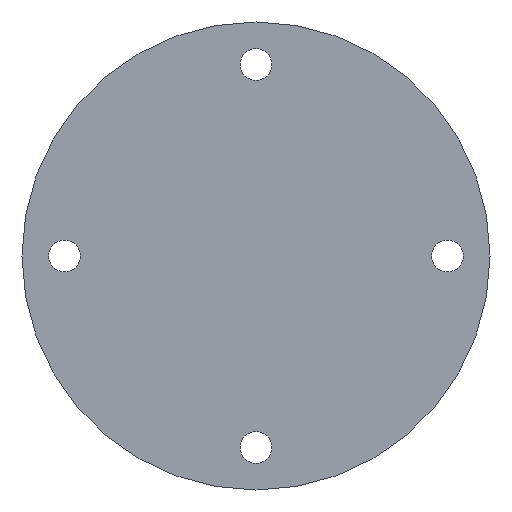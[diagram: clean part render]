
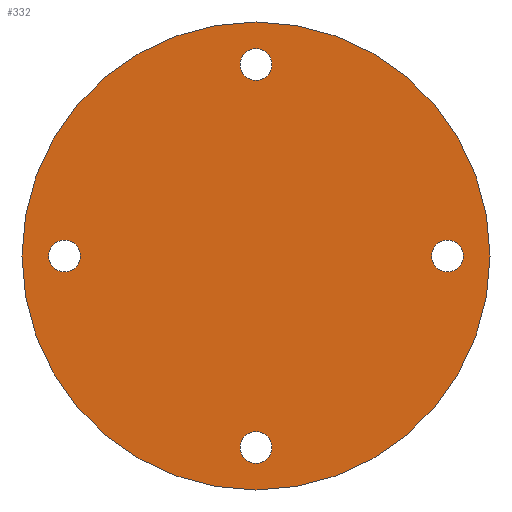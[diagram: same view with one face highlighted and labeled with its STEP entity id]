
A CAD part, front view. The second image highlights one B-rep face of the part: STEP entity #332.
In plain terms, the highlighted planar face has unit normal (0, -1, 0).
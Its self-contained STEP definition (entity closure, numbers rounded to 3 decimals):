
#20=FACE_BOUND('',#87,.T.);
#21=FACE_BOUND('',#88,.T.);
#22=FACE_BOUND('',#89,.T.);
#23=FACE_BOUND('',#90,.T.);
#42=CIRCLE('',#372,7.5);
#43=CIRCLE('',#374,7.5);
#44=CIRCLE('',#376,7.5);
#45=CIRCLE('',#378,7.5);
#46=CIRCLE('',#380,110.);
#47=CIRCLE('',#381,110.);
#53=PLANE('',#382);
#66=FACE_OUTER_BOUND('',#86,.T.);
#86=EDGE_LOOP('',(#275,#276));
#87=EDGE_LOOP('',(#277));
#88=EDGE_LOOP('',(#278));
#89=EDGE_LOOP('',(#279));
#90=EDGE_LOOP('',(#280));
#166=VERTEX_POINT('',#802);
#167=VERTEX_POINT('',#806);
#168=VERTEX_POINT('',#810);
#169=VERTEX_POINT('',#814);
#170=VERTEX_POINT('',#818);
#171=VERTEX_POINT('',#819);
#204=EDGE_CURVE('',#166,#166,#42,.T.);
#206=EDGE_CURVE('',#167,#167,#43,.T.);
#208=EDGE_CURVE('',#168,#168,#44,.T.);
#210=EDGE_CURVE('',#169,#169,#45,.T.);
#212=EDGE_CURVE('',#170,#171,#46,.T.);
#213=EDGE_CURVE('',#171,#170,#47,.T.);
#275=ORIENTED_EDGE('',*,*,#212,.T.);
#276=ORIENTED_EDGE('',*,*,#213,.T.);
#277=ORIENTED_EDGE('',*,*,#210,.T.);
#278=ORIENTED_EDGE('',*,*,#208,.T.);
#279=ORIENTED_EDGE('',*,*,#206,.T.);
#280=ORIENTED_EDGE('',*,*,#204,.T.);
#332=ADVANCED_FACE('',(#66,#20,#21,#22,#23),#53,.T.);
#372=AXIS2_PLACEMENT_3D('',#803,#427,#428);
#374=AXIS2_PLACEMENT_3D('',#807,#432,#433);
#376=AXIS2_PLACEMENT_3D('',#811,#437,#438);
#378=AXIS2_PLACEMENT_3D('',#815,#442,#443);
#380=AXIS2_PLACEMENT_3D('',#820,#447,#448);
#381=AXIS2_PLACEMENT_3D('',#821,#449,#450);
#382=AXIS2_PLACEMENT_3D('',#823,#452,#453);
#427=DIRECTION('center_axis',(0.,1.,0.));
#428=DIRECTION('ref_axis',(-1.,0.,0.));
#432=DIRECTION('center_axis',(0.,1.,0.));
#433=DIRECTION('ref_axis',(-1.,0.,0.));
#437=DIRECTION('center_axis',(0.,1.,0.));
#438=DIRECTION('ref_axis',(-1.,0.,0.));
#442=DIRECTION('center_axis',(0.,1.,0.));
#443=DIRECTION('ref_axis',(-1.,0.,0.));
#447=DIRECTION('center_axis',(0.,-1.,0.));
#448=DIRECTION('ref_axis',(1.,0.,0.));
#449=DIRECTION('center_axis',(0.,-1.,0.));
#450=DIRECTION('ref_axis',(1.,0.,0.));
#452=DIRECTION('center_axis',(0.,-1.,0.));
#453=DIRECTION('ref_axis',(0.,0.,-1.));
#802=CARTESIAN_POINT('',(-82.5,-10.,0.));
#803=CARTESIAN_POINT('Origin',(-90.,-10.,0.));
#806=CARTESIAN_POINT('',(97.5,-10.,0.));
#807=CARTESIAN_POINT('Origin',(90.,-10.,0.));
#810=CARTESIAN_POINT('',(7.5,-10.,-90.));
#811=CARTESIAN_POINT('Origin',(0.,-10.,-90.));
#814=CARTESIAN_POINT('',(7.5,-10.,90.));
#815=CARTESIAN_POINT('Origin',(0.,-10.,90.));
#818=CARTESIAN_POINT('',(110.,-10.,0.));
#819=CARTESIAN_POINT('',(-110.,-10.,0.));
#820=CARTESIAN_POINT('Origin',(0.,-10.,0.));
#821=CARTESIAN_POINT('Origin',(0.,-10.,0.));
#823=CARTESIAN_POINT('Origin',(0.,-10.,0.));
